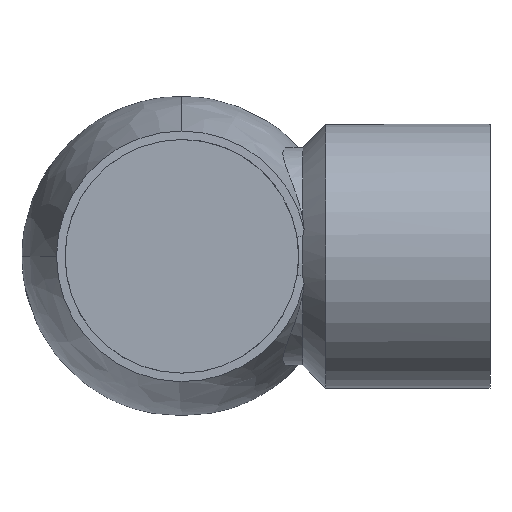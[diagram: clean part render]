
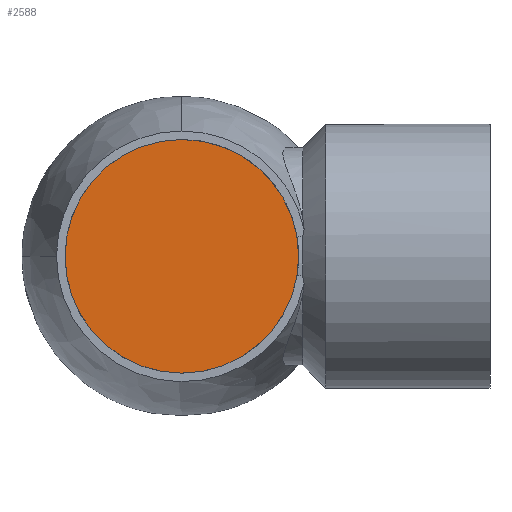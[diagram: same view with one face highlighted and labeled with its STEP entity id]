
A CAD part, front view. The second image highlights one B-rep face of the part: STEP entity #2588.
In plain terms, the highlighted planar face has unit normal (0, -1, 0).
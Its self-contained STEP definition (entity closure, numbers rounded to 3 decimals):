
#1850 = CYLINDRICAL_SURFACE('',#1851,29.);
#1851 = AXIS2_PLACEMENT_3D('',#1852,#1853,#1854);
#1852 = CARTESIAN_POINT('',(445.,-14.5,890.));
#1853 = DIRECTION('',(0.,-1.,0.));
#1854 = DIRECTION('',(0.,0.,-1.));
#2588 = ADVANCED_FACE('',(#2589),#2602,.T.);
#2589 = FACE_BOUND('',#2590,.T.);
#2590 = EDGE_LOOP('',(#2591));
#2591 = ORIENTED_EDGE('',*,*,#2592,.F.);
#2592 = EDGE_CURVE('',#2593,#2593,#2595,.T.);
#2593 = VERTEX_POINT('',#2594);
#2594 = CARTESIAN_POINT('',(445.,-39.5,919.));
#2595 = SURFACE_CURVE('',#2596,(#2601,#2617),.PCURVE_S1.);
#2596 = CIRCLE('',#2597,29.);
#2597 = AXIS2_PLACEMENT_3D('',#2598,#2599,#2600);
#2598 = CARTESIAN_POINT('',(445.,-39.5,890.));
#2599 = DIRECTION('',(0.,1.,0.));
#2600 = DIRECTION('',(0.,0.,1.));
#2601 = PCURVE('',#2602,#2607);
#2602 = PLANE('',#2603);
#2603 = AXIS2_PLACEMENT_3D('',#2604,#2605,#2606);
#2604 = CARTESIAN_POINT('',(445.,-39.5,890.));
#2605 = DIRECTION('',(0.,-1.,0.));
#2606 = DIRECTION('',(0.,0.,-1.));
#2607 = DEFINITIONAL_REPRESENTATION('',(#2608),#2616);
#2608 = ( BOUNDED_CURVE() B_SPLINE_CURVE(2,(#2609,#2610,#2611,#2612,
#2613,#2614,#2615),.UNSPECIFIED.,.T.,.F.) B_SPLINE_CURVE_WITH_KNOTS((1,2
    ,2,2,2,1),(-2.094,0.,2.094,4.189,
6.283,8.378),.UNSPECIFIED.) CURVE() 
GEOMETRIC_REPRESENTATION_ITEM() RATIONAL_B_SPLINE_CURVE((1.,0.5,1.,0.5,
1.,0.5,1.)) REPRESENTATION_ITEM('') );
#2609 = CARTESIAN_POINT('',(-29.,0.));
#2610 = CARTESIAN_POINT('',(-29.,50.229));
#2611 = CARTESIAN_POINT('',(14.5,25.115));
#2612 = CARTESIAN_POINT('',(58.,0.));
#2613 = CARTESIAN_POINT('',(14.5,-25.115));
#2614 = CARTESIAN_POINT('',(-29.,-50.229));
#2615 = CARTESIAN_POINT('',(-29.,0.));
#2616 = ( GEOMETRIC_REPRESENTATION_CONTEXT(2) 
PARAMETRIC_REPRESENTATION_CONTEXT() REPRESENTATION_CONTEXT('2D SPACE',''
  ) );
#2617 = PCURVE('',#1850,#2618);
#2618 = DEFINITIONAL_REPRESENTATION('',(#2619),#2623);
#2619 = LINE('',#2620,#2621);
#2620 = CARTESIAN_POINT('',(9.425,25.));
#2621 = VECTOR('',#2622,1.);
#2622 = DIRECTION('',(-1.,0.));
#2623 = ( GEOMETRIC_REPRESENTATION_CONTEXT(2) 
PARAMETRIC_REPRESENTATION_CONTEXT() REPRESENTATION_CONTEXT('2D SPACE',''
  ) );
